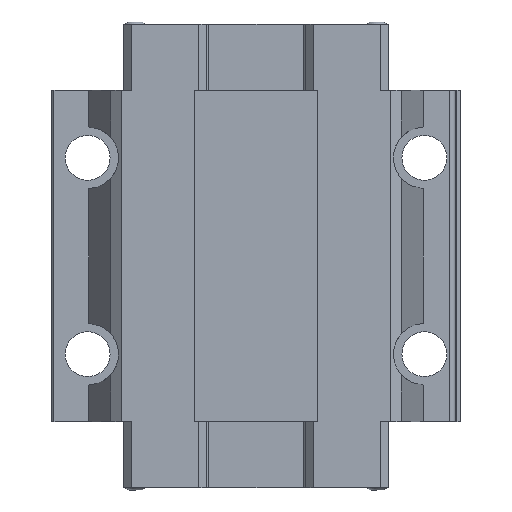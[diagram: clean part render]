
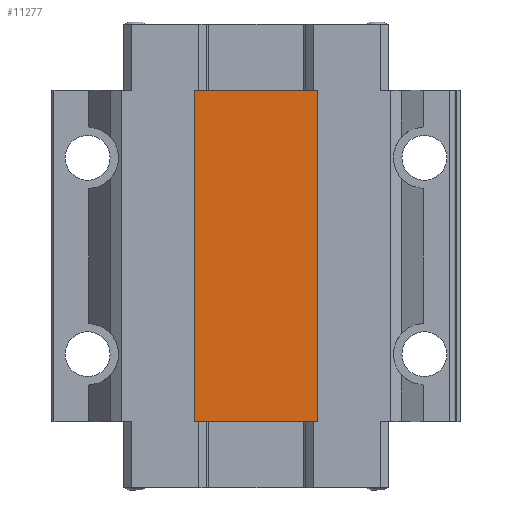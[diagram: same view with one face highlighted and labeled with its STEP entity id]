
A CAD part, front view. The second image highlights one B-rep face of the part: STEP entity #11277.
In plain terms, the highlighted planar face has unit normal (0, -1, 0).
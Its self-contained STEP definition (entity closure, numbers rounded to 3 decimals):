
#5451 = DIRECTION ( 'NONE',  ( 0., 0., 1. ) ) ;
#5452 = VECTOR ( 'NONE', #5451, 1000. ) ;
#5453 = CARTESIAN_POINT ( 'NONE',  ( 11., 3.3, 0. ) ) ;
#5454 = LINE ( 'NONE', #5453, #5452 ) ;
#5511 = CARTESIAN_POINT ( 'NONE',  ( 11., 3.3, 0. ) ) ;
#5512 = CARTESIAN_POINT ( 'NONE',  ( 11., 3.3, -59. ) ) ;
#5568 = DIRECTION ( 'NONE',  ( -1., 0., 0. ) ) ;
#5569 = VECTOR ( 'NONE', #5568, 1000. ) ;
#5570 = CARTESIAN_POINT ( 'NONE',  ( 11., 3.3, 0. ) ) ;
#5571 = LINE ( 'NONE', #5570, #5569 ) ;
#5572 = CARTESIAN_POINT ( 'NONE',  ( -11., 3.3, 0. ) ) ;
#5583 = CARTESIAN_POINT ( 'NONE',  ( -11., 3.3, -59. ) ) ;
#5600 = DIRECTION ( 'NONE',  ( 0., 0., -1. ) ) ;
#5601 = VECTOR ( 'NONE', #5600, 1000. ) ;
#5602 = CARTESIAN_POINT ( 'NONE',  ( -11., 3.3, 0. ) ) ;
#5603 = LINE ( 'NONE', #5602, #5601 ) ;
#5604 = DIRECTION ( 'NONE',  ( 1., 0., 0. ) ) ;
#5605 = VECTOR ( 'NONE', #5604, 1000. ) ;
#5606 = CARTESIAN_POINT ( 'NONE',  ( 11., 3.3, -59. ) ) ;
#5607 = LINE ( 'NONE', #5606, #5605 ) ;
#5666 = DIRECTION ( 'NONE',  ( 0., 0., -1. ) ) ;
#5667 = DIRECTION ( 'NONE',  ( 0., -1., 0. ) ) ;
#5668 = CARTESIAN_POINT ( 'NONE',  ( 11., 3.3, 0. ) ) ;
#5669 = AXIS2_PLACEMENT_3D ( 'NONE', #5668, #5667, #5666 ) ;
#5670 = PLANE ( 'NONE',  #5669 ) ;
#5671 = FACE_OUTER_BOUND ( 'NONE', #11278, .T. ) ;
#11119 = EDGE_CURVE ( 'NONE', #11120, #11121, #5454, .T. ) ;
#11120 = VERTEX_POINT ( 'NONE', #5512 ) ;
#11121 = VERTEX_POINT ( 'NONE', #5511 ) ;
#11171 = VERTEX_POINT ( 'NONE', #5572 ) ;
#11173 = EDGE_CURVE ( 'NONE', #11121, #11171, #5571, .T. ) ;
#11216 = EDGE_CURVE ( 'NONE', #11247, #11120, #5607, .T. ) ;
#11226 = EDGE_CURVE ( 'NONE', #11171, #11247, #5603, .T. ) ;
#11247 = VERTEX_POINT ( 'NONE', #5583 ) ;
#11277 = ADVANCED_FACE ( 'NONE', ( #5671 ), #5670, .T. ) ;
#11278 = EDGE_LOOP ( 'NONE', ( #11279, #11280, #11281, #11282 ) ) ;
#11279 = ORIENTED_EDGE ( 'NONE', *, *, #11226, .T. ) ;
#11280 = ORIENTED_EDGE ( 'NONE', *, *, #11216, .T. ) ;
#11281 = ORIENTED_EDGE ( 'NONE', *, *, #11119, .T. ) ;
#11282 = ORIENTED_EDGE ( 'NONE', *, *, #11173, .T. ) ;
